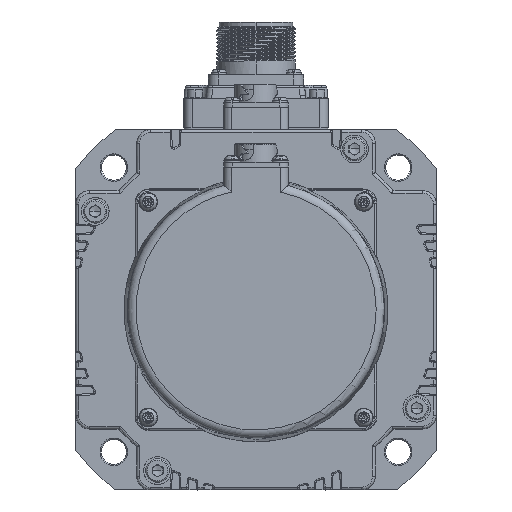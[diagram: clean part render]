
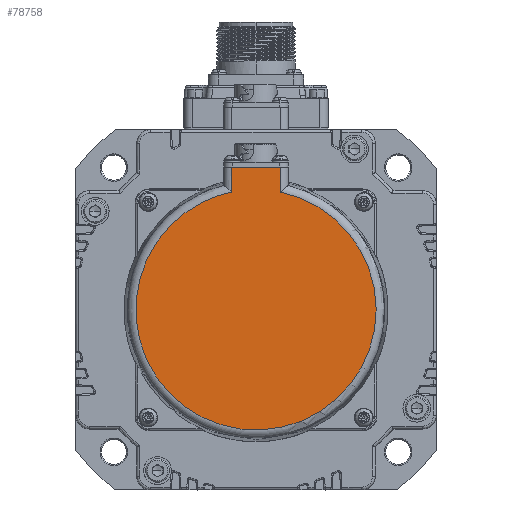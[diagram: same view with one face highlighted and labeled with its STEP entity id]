
A CAD part, front view. The second image highlights one B-rep face of the part: STEP entity #78758.
In plain terms, the highlighted planar face has unit normal (0, -1, 0).
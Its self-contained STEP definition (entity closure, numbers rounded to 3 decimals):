
#71494=CARTESIAN_POINT('',(8.67,-67.7,-22.53));
#71495=VERTEX_POINT('',#71494);
#71496=CARTESIAN_POINT('',(-8.67,-67.7,-22.53));
#71497=VERTEX_POINT('',#71496);
#71498=CARTESIAN_POINT('',(8.67,-67.7,-22.53));
#71499=CARTESIAN_POINT('',(10.231,-67.7,-22.849));
#71500=CARTESIAN_POINT('',(11.777,-67.7,-23.239));
#71501=CARTESIAN_POINT('',(13.304,-67.7,-23.7));
#71502=CARTESIAN_POINT('',(16.312,-67.7,-24.762));
#71503=CARTESIAN_POINT('',(19.21,-67.7,-26.094));
#71504=CARTESIAN_POINT('',(20.627,-67.7,-26.827));
#71505=CARTESIAN_POINT('',(23.39,-67.7,-28.42));
#71506=CARTESIAN_POINT('',(25.996,-67.7,-30.26));
#71507=CARTESIAN_POINT('',(27.255,-67.7,-31.239));
#71508=CARTESIAN_POINT('',(29.681,-67.7,-33.31));
#71509=CARTESIAN_POINT('',(31.906,-67.7,-35.595));
#71510=CARTESIAN_POINT('',(32.966,-67.7,-36.788));
#71511=CARTESIAN_POINT('',(34.972,-67.7,-39.267));
#71512=CARTESIAN_POINT('',(36.742,-67.7,-41.92));
#71513=CARTESIAN_POINT('',(37.566,-67.7,-43.286));
#71514=CARTESIAN_POINT('',(39.085,-67.7,-46.091));
#71515=CARTESIAN_POINT('',(40.341,-67.7,-49.023));
#71516=CARTESIAN_POINT('',(40.901,-67.7,-50.516));
#71517=CARTESIAN_POINT('',(41.882,-67.7,-53.551));
#71518=CARTESIAN_POINT('',(42.581,-67.7,-56.663));
#71519=CARTESIAN_POINT('',(42.859,-67.7,-58.234));
#71520=CARTESIAN_POINT('',(43.269,-67.7,-61.397));
#71521=CARTESIAN_POINT('',(43.388,-67.7,-64.585));
#71522=CARTESIAN_POINT('',(43.374,-67.7,-66.18));
#71523=CARTESIAN_POINT('',(43.199,-67.7,-69.364));
#71524=CARTESIAN_POINT('',(42.733,-67.7,-72.52));
#71525=CARTESIAN_POINT('',(42.428,-67.7,-74.086));
#71526=CARTESIAN_POINT('',(41.674,-67.7,-77.185));
#71527=CARTESIAN_POINT('',(40.64,-67.7,-80.202));
#71528=CARTESIAN_POINT('',(40.053,-67.7,-81.686));
#71529=CARTESIAN_POINT('',(38.746,-67.7,-84.595));
#71530=CARTESIAN_POINT('',(37.177,-67.7,-87.372));
#71531=CARTESIAN_POINT('',(36.33,-67.7,-88.724));
#71532=CARTESIAN_POINT('',(34.513,-67.7,-91.345));
#71533=CARTESIAN_POINT('',(32.463,-67.7,-93.789));
#71534=CARTESIAN_POINT('',(31.383,-67.7,-94.963));
#71535=CARTESIAN_POINT('',(29.118,-67.7,-97.208));
#71536=CARTESIAN_POINT('',(26.656,-67.7,-99.236));
#71537=CARTESIAN_POINT('',(25.38,-67.7,-100.193));
#71538=CARTESIAN_POINT('',(22.742,-67.7,-101.986));
#71539=CARTESIAN_POINT('',(19.951,-67.7,-103.531));
#71540=CARTESIAN_POINT('',(18.522,-67.7,-104.238));
#71541=CARTESIAN_POINT('',(15.601,-67.7,-105.519));
#71542=CARTESIAN_POINT('',(12.575,-67.7,-106.528));
#71543=CARTESIAN_POINT('',(11.04,-67.7,-106.962));
#71544=CARTESIAN_POINT('',(7.934,-67.7,-107.688));
#71545=CARTESIAN_POINT('',(4.775,-67.7,-108.126));
#71546=CARTESIAN_POINT('',(3.186,-67.7,-108.273));
#71547=CARTESIAN_POINT('',(0.,-67.7,-108.419));
#71548=CARTESIAN_POINT('',(-3.186,-67.7,-108.273));
#71549=CARTESIAN_POINT('',(-4.775,-67.7,-108.126));
#71550=CARTESIAN_POINT('',(-7.934,-67.7,-107.688));
#71551=CARTESIAN_POINT('',(-11.04,-67.7,-106.962));
#71552=CARTESIAN_POINT('',(-12.575,-67.7,-106.528));
#71553=CARTESIAN_POINT('',(-15.601,-67.7,-105.519));
#71554=CARTESIAN_POINT('',(-18.522,-67.7,-104.238));
#71555=CARTESIAN_POINT('',(-19.951,-67.7,-103.531));
#71556=CARTESIAN_POINT('',(-22.742,-67.7,-101.986));
#71557=CARTESIAN_POINT('',(-25.38,-67.7,-100.193));
#71558=CARTESIAN_POINT('',(-26.656,-67.7,-99.236));
#71559=CARTESIAN_POINT('',(-29.118,-67.7,-97.208));
#71560=CARTESIAN_POINT('',(-31.383,-67.7,-94.963));
#71561=CARTESIAN_POINT('',(-32.463,-67.7,-93.789));
#71562=CARTESIAN_POINT('',(-34.513,-67.7,-91.345));
#71563=CARTESIAN_POINT('',(-36.33,-67.7,-88.724));
#71564=CARTESIAN_POINT('',(-37.177,-67.7,-87.372));
#71565=CARTESIAN_POINT('',(-38.746,-67.7,-84.595));
#71566=CARTESIAN_POINT('',(-40.053,-67.7,-81.686));
#71567=CARTESIAN_POINT('',(-40.64,-67.7,-80.202));
#71568=CARTESIAN_POINT('',(-41.674,-67.7,-77.185));
#71569=CARTESIAN_POINT('',(-42.428,-67.7,-74.086));
#71570=CARTESIAN_POINT('',(-42.733,-67.7,-72.52));
#71571=CARTESIAN_POINT('',(-43.199,-67.7,-69.364));
#71572=CARTESIAN_POINT('',(-43.374,-67.7,-66.18));
#71573=CARTESIAN_POINT('',(-43.388,-67.7,-64.585));
#71574=CARTESIAN_POINT('',(-43.269,-67.7,-61.397));
#71575=CARTESIAN_POINT('',(-42.859,-67.7,-58.234));
#71576=CARTESIAN_POINT('',(-42.581,-67.7,-56.663));
#71577=CARTESIAN_POINT('',(-41.882,-67.7,-53.551));
#71578=CARTESIAN_POINT('',(-40.901,-67.7,-50.516));
#71579=CARTESIAN_POINT('',(-40.341,-67.7,-49.023));
#71580=CARTESIAN_POINT('',(-39.085,-67.7,-46.091));
#71581=CARTESIAN_POINT('',(-37.566,-67.7,-43.286));
#71582=CARTESIAN_POINT('',(-36.742,-67.7,-41.92));
#71583=CARTESIAN_POINT('',(-34.972,-67.7,-39.267));
#71584=CARTESIAN_POINT('',(-32.966,-67.7,-36.788));
#71585=CARTESIAN_POINT('',(-31.906,-67.7,-35.595));
#71586=CARTESIAN_POINT('',(-29.681,-67.7,-33.31));
#71587=CARTESIAN_POINT('',(-27.255,-67.7,-31.239));
#71588=CARTESIAN_POINT('',(-25.996,-67.7,-30.26));
#71589=CARTESIAN_POINT('',(-23.39,-67.7,-28.42));
#71590=CARTESIAN_POINT('',(-20.627,-67.7,-26.827));
#71591=CARTESIAN_POINT('',(-19.21,-67.7,-26.094));
#71592=CARTESIAN_POINT('',(-16.312,-67.7,-24.762));
#71593=CARTESIAN_POINT('',(-13.304,-67.7,-23.7));
#71594=CARTESIAN_POINT('',(-11.777,-67.7,-23.239));
#71595=CARTESIAN_POINT('',(-10.231,-67.7,-22.849));
#71596=CARTESIAN_POINT('',(-8.67,-67.7,-22.53));
#71597=B_SPLINE_CURVE_WITH_KNOTS('',5,(#71498,#71499,#71500,#71501,#71502,#71503,#71504,#71505,#71506,#71507,#71508,#71509,#71510,#71511,#71512,#71513,#71514,#71515,#71516,#71517,#71518,#71519,#71520,#71521,#71522,#71523,#71524,#71525,#71526,#71527,#71528,#71529,#71530,#71531,#71532,#71533,#71534,#71535,#71536,#71537,#71538,#71539,#71540,#71541,#71542,#71543,#71544,#71545,#71546,#71547,#71548,#71549,#71550,#71551,#71552,#71553,#71554,#71555,#71556,#71557,#71558,#71559,#71560,#71561,#71562,#71563,#71564,#71565,#71566,#71567,#71568,#71569,#71570,#71571,#71572,#71573,#71574,#71575,#71576,#71577,#71578,#71579,#71580,#71581,#71582,#71583,#71584,#71585,#71586,#71587,#71588,#71589,#71590,#71591,#71592,#71593,#71594,#71595,#71596),.UNSPECIFIED.,.F.,.U.,(6,3,3,3,3,3,3,3,3,3,3,3,3,3,3,3,3,3,3,3,3,3,3,3,3,3,3,3,3,3,3,3,6),(0.,0.184,0.368,0.551,0.735,0.919,1.103,1.286,1.47,1.654,1.838,2.021,2.205,2.389,2.573,2.756,2.94,3.124,3.308,3.492,3.675,3.859,4.043,4.227,4.41,4.594,4.778,4.962,5.145,5.329,5.513,5.697,5.88),.UNSPECIFIED.);
#71598=EDGE_CURVE('',#71495,#71497,#71597,.T.);
#71740=CARTESIAN_POINT('',(-8.67,-67.7,-13.5));
#71741=VERTEX_POINT('',#71740);
#71742=CARTESIAN_POINT('',(-8.67,-67.7,-22.53));
#71743=CARTESIAN_POINT('',(-8.67,-67.7,-20.724));
#71744=CARTESIAN_POINT('',(-8.67,-67.7,-18.918));
#71745=CARTESIAN_POINT('',(-8.67,-67.7,-17.112));
#71746=CARTESIAN_POINT('',(-8.67,-67.7,-15.306));
#71747=CARTESIAN_POINT('',(-8.67,-67.7,-13.5));
#71748=B_SPLINE_CURVE_WITH_KNOTS('',5,(#71742,#71743,#71744,#71745,#71746,#71747),.UNSPECIFIED.,.F.,.U.,(6,6),(0.,0.009),.UNSPECIFIED.);
#71749=EDGE_CURVE('',#71497,#71741,#71748,.T.);
#76887=CARTESIAN_POINT('',(8.67,-67.7,-13.5));
#76888=VERTEX_POINT('',#76887);
#76907=CARTESIAN_POINT('',(8.67,-67.7,-13.5));
#76908=CARTESIAN_POINT('',(8.67,-67.7,-15.306));
#76909=CARTESIAN_POINT('',(8.67,-67.7,-17.112));
#76910=CARTESIAN_POINT('',(8.67,-67.7,-18.918));
#76911=CARTESIAN_POINT('',(8.67,-67.7,-20.724));
#76912=CARTESIAN_POINT('',(8.67,-67.7,-22.53));
#76913=B_SPLINE_CURVE_WITH_KNOTS('',5,(#76907,#76908,#76909,#76910,#76911,#76912),.UNSPECIFIED.,.F.,.U.,(6,6),(0.,0.009),.UNSPECIFIED.);
#76914=EDGE_CURVE('',#76888,#71495,#76913,.T.);
#78739=CARTESIAN_POINT('',(0.,-67.7,-60.923));
#78740=DIRECTION('',(0.,0.,-1.));
#78741=DIRECTION('',(0.,-1.,0.));
#78742=AXIS2_PLACEMENT_3D('',#78739,#78741,#78740);
#78743=PLANE('',#78742);
#78744=CARTESIAN_POINT('',(8.67,-67.7,-13.5));
#78745=CARTESIAN_POINT('',(5.202,-67.7,-13.5));
#78746=CARTESIAN_POINT('',(1.734,-67.7,-13.5));
#78747=CARTESIAN_POINT('',(-1.734,-67.7,-13.5));
#78748=CARTESIAN_POINT('',(-5.202,-67.7,-13.5));
#78749=CARTESIAN_POINT('',(-8.67,-67.7,-13.5));
#78750=B_SPLINE_CURVE_WITH_KNOTS('',5,(#78744,#78745,#78746,#78747,#78748,#78749),.UNSPECIFIED.,.F.,.U.,(6,6),(0.,0.017),.UNSPECIFIED.);
#78751=EDGE_CURVE('',#76888,#71741,#78750,.T.);
#78752=ORIENTED_EDGE('',*,*,#78751,.T.);
#78753=ORIENTED_EDGE('',*,*,#71749,.F.);
#78754=ORIENTED_EDGE('',*,*,#71598,.F.);
#78755=ORIENTED_EDGE('',*,*,#76914,.F.);
#78756=EDGE_LOOP('',(#78752,#78753,#78754,#78755));
#78757=FACE_OUTER_BOUND('',#78756,.T.);
#78758=ADVANCED_FACE('',(#78757),#78743,.T.);
